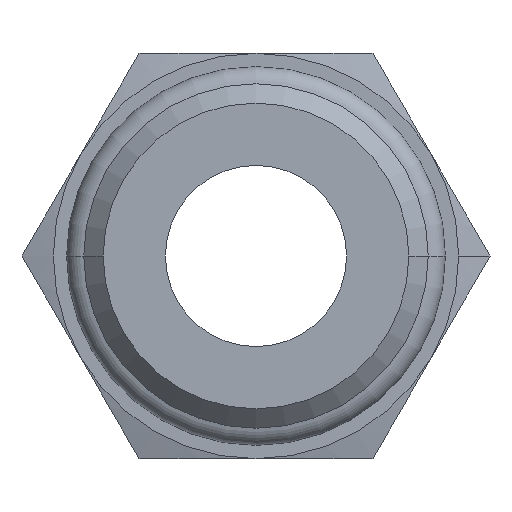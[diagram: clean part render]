
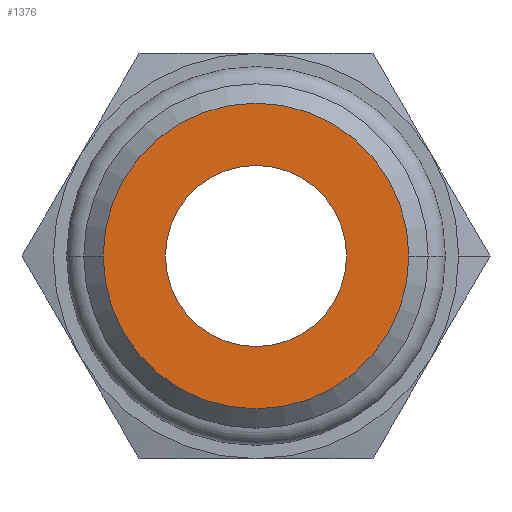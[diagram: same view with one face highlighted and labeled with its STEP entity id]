
A CAD part, left-side view. The second image highlights one B-rep face of the part: STEP entity #1376.
In plain terms, the highlighted planar face has unit normal (-1, 0, 0).
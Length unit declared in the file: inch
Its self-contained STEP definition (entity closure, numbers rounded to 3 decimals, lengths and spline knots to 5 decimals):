
#405=CARTESIAN_POINT('',(-0.74,0.,0.));
#406=DIRECTION('',(-1.,0.,0.));
#407=DIRECTION('',(0.,1.,0.));
#408=AXIS2_PLACEMENT_3D('',#405,#406,#407);
#410=CARTESIAN_POINT('',(-0.74,0.,0.));
#411=DIRECTION('',(-1.,0.,0.));
#412=DIRECTION('',(0.,-1.,0.));
#413=AXIS2_PLACEMENT_3D('',#410,#411,#412);
#415=CARTESIAN_POINT('',(-0.74,0.,0.));
#416=DIRECTION('',(1.,0.,0.));
#417=DIRECTION('',(0.,-1.,0.));
#418=AXIS2_PLACEMENT_3D('',#415,#416,#417);
#420=CARTESIAN_POINT('',(-0.74,0.,0.));
#421=DIRECTION('',(1.,0.,0.));
#422=DIRECTION('',(0.,1.,0.));
#423=AXIS2_PLACEMENT_3D('',#420,#421,#422);
#626=CARTESIAN_POINT('',(-0.74,-0.1955,0.));
#627=VERTEX_POINT('',#626);
#628=CARTESIAN_POINT('',(-0.74,0.1955,0.));
#629=VERTEX_POINT('',#628);
#654=CARTESIAN_POINT('',(-0.74,0.33,0.));
#655=CARTESIAN_POINT('',(-0.74,-0.33,0.));
#656=VERTEX_POINT('',#654);
#657=VERTEX_POINT('',#655);
#1360=CARTESIAN_POINT('',(-0.74,0.,0.));
#1361=DIRECTION('',(-1.,0.,0.));
#1362=DIRECTION('',(0.,0.,1.));
#1363=AXIS2_PLACEMENT_3D('',#1360,#1361,#1362);
#1364=PLANE('',#1363);
#1366=ORIENTED_EDGE('',*,*,#1365,.F.);
#1367=ORIENTED_EDGE('',*,*,#1350,.F.);
#1368=EDGE_LOOP('',(#1366,#1367));
#1369=FACE_OUTER_BOUND('',#1368,.F.);
#1371=ORIENTED_EDGE('',*,*,#1370,.F.);
#1373=ORIENTED_EDGE('',*,*,#1372,.F.);
#1374=EDGE_LOOP('',(#1371,#1373));
#1375=FACE_BOUND('',#1374,.F.);
#1376=ADVANCED_FACE('',(#1369,#1375),#1364,.T.);
#409=CIRCLE('',#408,0.33);
#414=CIRCLE('',#413,0.33);
#419=CIRCLE('',#418,0.1955);
#424=CIRCLE('',#423,0.1955);
#1350=EDGE_CURVE('',#657,#656,#414,.T.);
#1365=EDGE_CURVE('',#656,#657,#409,.T.);
#1370=EDGE_CURVE('',#627,#629,#419,.T.);
#1372=EDGE_CURVE('',#629,#627,#424,.T.);
